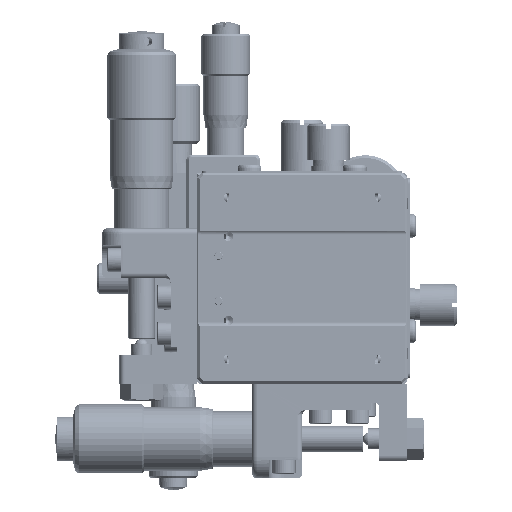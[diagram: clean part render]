
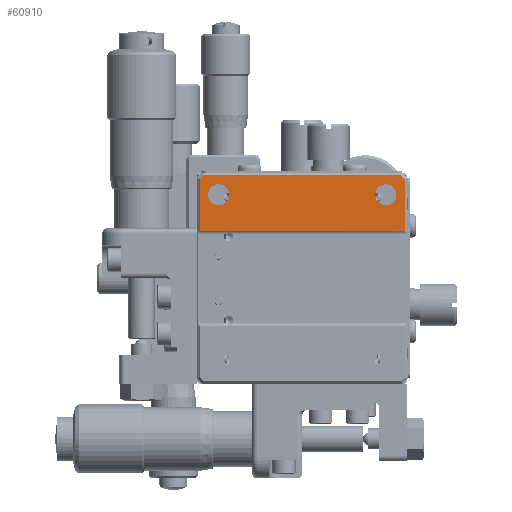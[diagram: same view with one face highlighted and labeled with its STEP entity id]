
A CAD part, front view. The second image highlights one B-rep face of the part: STEP entity #60910.
In plain terms, the highlighted face is planar.
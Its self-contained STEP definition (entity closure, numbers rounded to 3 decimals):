
#436 = EDGE_LOOP ( 'NONE', ( #81058, #126435, #118586, #140703, #39996, #71243 ) ) ;
#1271 = EDGE_CURVE ( 'NONE', #59605, #100863, #80272, .T. ) ;
#2244 = AXIS2_PLACEMENT_3D ( 'NONE', #142264, #64645, #108436 ) ;
#4614 = VECTOR ( 'NONE', #103679, 1000. ) ;
#7560 = CARTESIAN_POINT ( 'NONE',  ( 4.536, 19.5, 0. ) ) ;
#10123 = EDGE_CURVE ( 'NONE', #104138, #65811, #48333, .T. ) ;
#11796 = ORIENTED_EDGE ( 'NONE', *, *, #10123, .T. ) ;
#13420 = CARTESIAN_POINT ( 'NONE',  ( 21.471, 16.921, 0. ) ) ;
#15943 = DIRECTION ( 'NONE',  ( 1., 0., 0. ) ) ;
#16687 = PLANE ( 'NONE',  #113589 ) ;
#17714 = VECTOR ( 'NONE', #68835, 1000. ) ;
#18355 = DIRECTION ( 'NONE',  ( -1., 0., 0. ) ) ;
#22409 = CARTESIAN_POINT ( 'NONE',  ( 17.875, 15.875, 0. ) ) ;
#24283 = AXIS2_PLACEMENT_3D ( 'NONE', #72252, #50637, #93055 ) ;
#25358 = DIRECTION ( 'NONE',  ( -1., 0., 0. ) ) ;
#27134 = CARTESIAN_POINT ( 'NONE',  ( 9., 0., 0. ) ) ;
#27339 = DIRECTION ( 'NONE',  ( 1., 0., 0. ) ) ;
#30287 = ORIENTED_EDGE ( 'NONE', *, *, #104456, .T. ) ;
#34045 = VERTEX_POINT ( 'NONE', #22409 ) ;
#38032 = LINE ( 'NONE', #106234, #133370 ) ;
#38221 = DIRECTION ( 'NONE',  ( 0., 0., 1. ) ) ;
#39996 = ORIENTED_EDGE ( 'NONE', *, *, #81272, .F. ) ;
#46579 = ORIENTED_EDGE ( 'NONE', *, *, #126295, .T. ) ;
#46666 = VECTOR ( 'NONE', #18355, 1000. ) ;
#48333 = CIRCLE ( 'NONE', #124151, 2. ) ;
#50612 = AXIS2_PLACEMENT_3D ( 'NONE', #89945, #91383, #79189 ) ;
#50637 = DIRECTION ( 'NONE',  ( 0., 0., 1. ) ) ;
#51808 = CARTESIAN_POINT ( 'NONE',  ( 9., -19.5, 0. ) ) ;
#52814 = LINE ( 'NONE', #7560, #46666 ) ;
#56894 = VERTEX_POINT ( 'NONE', #83315 ) ;
#57882 = VERTEX_POINT ( 'NONE', #104168 ) ;
#58411 = DIRECTION ( 'NONE',  ( 0., 0., -1. ) ) ;
#59177 = LINE ( 'NONE', #67836, #4614 ) ;
#59605 = VERTEX_POINT ( 'NONE', #131940 ) ;
#59972 = VECTOR ( 'NONE', #27339, 1000. ) ;
#60022 = EDGE_LOOP ( 'NONE', ( #46579, #30287 ) ) ;
#60123 = DIRECTION ( 'NONE',  ( -0.707, 0.707, 0. ) ) ;
#60369 = LINE ( 'NONE', #125768, #59972 ) ;
#60910 = ADVANCED_FACE ( 'NONE', ( #93553, #125225, #115142 ), #16687, .T. ) ;
#64645 = DIRECTION ( 'NONE',  ( 0., 0., 1. ) ) ;
#65811 = VERTEX_POINT ( 'NONE', #134537 ) ;
#67836 = CARTESIAN_POINT ( 'NONE',  ( 21.471, -16.921, 0. ) ) ;
#68122 = LINE ( 'NONE', #27134, #17714 ) ;
#68835 = DIRECTION ( 'NONE',  ( 0., 1., 0. ) ) ;
#71108 = DIRECTION ( 'NONE',  ( 0., 1., 0. ) ) ;
#71243 = ORIENTED_EDGE ( 'NONE', *, *, #79343, .F. ) ;
#72252 = CARTESIAN_POINT ( 'NONE',  ( 15.875, 15.875, 0. ) ) ;
#72548 = CIRCLE ( 'NONE', #24283, 2. ) ;
#76172 = EDGE_CURVE ( 'NONE', #65811, #104138, #110038, .T. ) ;
#78300 = CARTESIAN_POINT ( 'NONE',  ( 18.893, 19.5, 0. ) ) ;
#79189 = DIRECTION ( 'NONE',  ( 1., 0., 0. ) ) ;
#79343 = EDGE_CURVE ( 'NONE', #57882, #111717, #59177, .T. ) ;
#80272 = LINE ( 'NONE', #13420, #103637 ) ;
#81058 = ORIENTED_EDGE ( 'NONE', *, *, #139740, .F. ) ;
#81272 = EDGE_CURVE ( 'NONE', #111717, #59605, #38032, .T. ) ;
#83315 = CARTESIAN_POINT ( 'NONE',  ( 13.875, 15.875, 0. ) ) ;
#84623 = VERTEX_POINT ( 'NONE', #121053 ) ;
#87342 = CIRCLE ( 'NONE', #50612, 2. ) ;
#89945 = CARTESIAN_POINT ( 'NONE',  ( 15.875, 15.875, 0. ) ) ;
#91383 = DIRECTION ( 'NONE',  ( 0., 0., 1. ) ) ;
#92096 = EDGE_LOOP ( 'NONE', ( #11796, #140927 ) ) ;
#92788 = CARTESIAN_POINT ( 'NONE',  ( 15.875, -15.875, 0. ) ) ;
#93055 = DIRECTION ( 'NONE',  ( 1., 0., 0. ) ) ;
#93553 = FACE_OUTER_BOUND ( 'NONE', #436, .T. ) ;
#100863 = VERTEX_POINT ( 'NONE', #78300 ) ;
#103637 = VECTOR ( 'NONE', #60123, 1000. ) ;
#103679 = DIRECTION ( 'NONE',  ( 0.707, 0.707, 0. ) ) ;
#104138 = VERTEX_POINT ( 'NONE', #110972 ) ;
#104168 = CARTESIAN_POINT ( 'NONE',  ( 18.893, -19.5, 0. ) ) ;
#104456 = EDGE_CURVE ( 'NONE', #56894, #34045, #87342, .T. ) ;
#106234 = CARTESIAN_POINT ( 'NONE',  ( 19.6, 0., 0. ) ) ;
#108436 = DIRECTION ( 'NONE',  ( 1., 0., 0. ) ) ;
#110038 = CIRCLE ( 'NONE', #2244, 2. ) ;
#110972 = CARTESIAN_POINT ( 'NONE',  ( 17.875, -15.875, 0. ) ) ;
#111717 = VERTEX_POINT ( 'NONE', #119262 ) ;
#113589 = AXIS2_PLACEMENT_3D ( 'NONE', #115846, #58411, #25358 ) ;
#115142 = FACE_BOUND ( 'NONE', #60022, .T. ) ;
#115846 = CARTESIAN_POINT ( 'NONE',  ( 9., 0., 0. ) ) ;
#118586 = ORIENTED_EDGE ( 'NONE', *, *, #119933, .F. ) ;
#119262 = CARTESIAN_POINT ( 'NONE',  ( 19.6, -18.793, 0. ) ) ;
#119933 = EDGE_CURVE ( 'NONE', #100863, #84623, #52814, .T. ) ;
#121053 = CARTESIAN_POINT ( 'NONE',  ( 9., 19.5, 0. ) ) ;
#122893 = VERTEX_POINT ( 'NONE', #51808 ) ;
#124151 = AXIS2_PLACEMENT_3D ( 'NONE', #92788, #38221, #15943 ) ;
#125225 = FACE_BOUND ( 'NONE', #92096, .T. ) ;
#125768 = CARTESIAN_POINT ( 'NONE',  ( 4.536, -19.5, 0. ) ) ;
#126295 = EDGE_CURVE ( 'NONE', #34045, #56894, #72548, .T. ) ;
#126435 = ORIENTED_EDGE ( 'NONE', *, *, #131538, .T. ) ;
#131538 = EDGE_CURVE ( 'NONE', #122893, #84623, #68122, .T. ) ;
#131940 = CARTESIAN_POINT ( 'NONE',  ( 19.6, 18.793, 0. ) ) ;
#133370 = VECTOR ( 'NONE', #71108, 1000. ) ;
#134537 = CARTESIAN_POINT ( 'NONE',  ( 13.875, -15.875, 0. ) ) ;
#139740 = EDGE_CURVE ( 'NONE', #122893, #57882, #60369, .T. ) ;
#140703 = ORIENTED_EDGE ( 'NONE', *, *, #1271, .F. ) ;
#140927 = ORIENTED_EDGE ( 'NONE', *, *, #76172, .T. ) ;
#142264 = CARTESIAN_POINT ( 'NONE',  ( 15.875, -15.875, 0. ) ) ;
